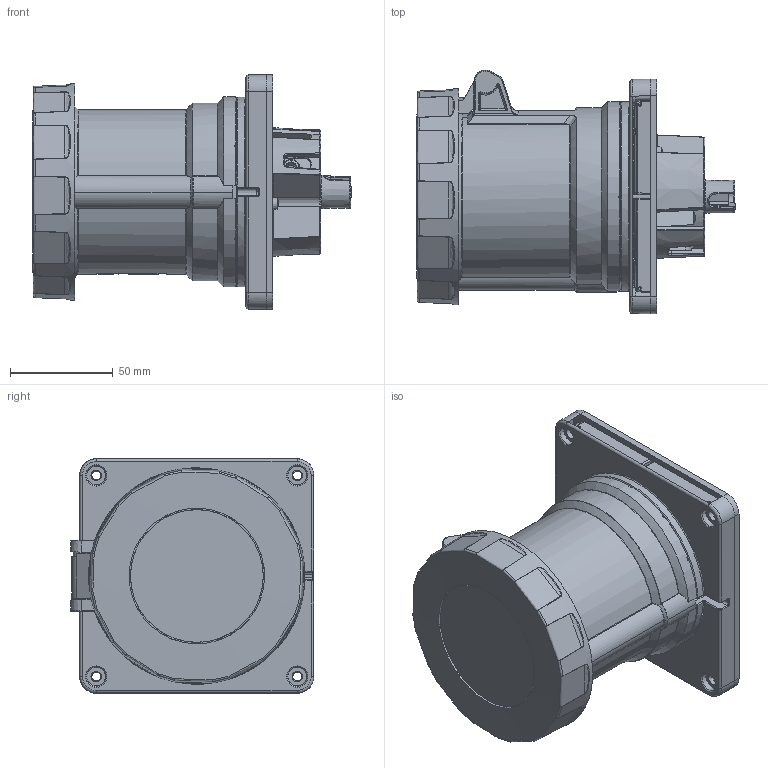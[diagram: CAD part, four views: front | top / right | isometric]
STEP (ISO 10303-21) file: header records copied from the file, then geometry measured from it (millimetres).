
FILE_DESCRIPTION (( 'STEP AP214' ), '1' );
FILE_NAME ('CATSTD-460R5W-LEV-M01.STEP', '2021-03-17T14:21:55', ( '' ), ( '' ), 'SwSTEP 2.0', 'SolidWorks 2020', '' );
FILE_SCHEMA (( 'AUTOMOTIVE_DESIGN' ));
Length unit declared in the file: inch
Products named in the file (1): CATSTD-460R5W-LEV-M01
Bounding box: 155.26 x 118.91 x 114.3 mm (x, y, z)
Volume: 655993.1 mm3; surface area: 202893.6 mm2
Topology: 5 solids, 35 shells, 3233 faces, 7867 edges, 4727 vertices
Faces by surface type: bspline 1046, plane 990, cylinder 626, cone 224, torus 183, sphere 164
Full cylindrical faces by diameter (mm): 4.318 x4, 5.334 x4, 8.052 x3, 8.277 x2, 8.433 x8, 10.084 x2, 11.1 x1, 11.989 x3, 12.7 x1, 61.214 x1, 67.066 x1, 69.926 x1, 80.508 x1, 97.31 x1
Entity records: 172175 total; most frequent: CARTESIAN_POINT 65677, ORIENTED_EDGE 15054, DIRECTION 10979, EDGE_CURVE 7527, VERTEX_POINT 4657, AXIS2_PLACEMENT_3D 4119, EDGE_LOOP 3562, FACE_OUTER_BOUND 3298
